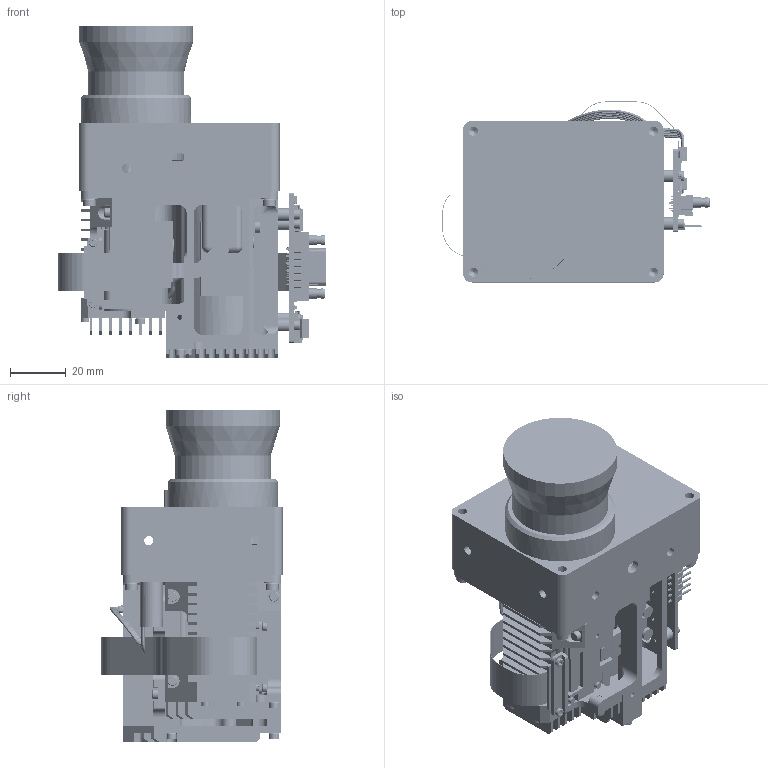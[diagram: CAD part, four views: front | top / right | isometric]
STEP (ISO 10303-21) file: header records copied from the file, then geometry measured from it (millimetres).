
FILE_DESCRIPTION (( 'STEP AP214' ), '1' );
FILE_NAME ('20-70009 Mechanical ICD Ventus HD6 Core 30mm RevC.STEP', '2024-11-16T01:12:34', ( '' ), ( '' ), 'SwSTEP 2.0', 'SolidWorks 2023', '' );
FILE_SCHEMA (( 'AUTOMOTIVE_DESIGN' ));
Length unit declared in the file: millimetre
Products named in the file (1): 20-70009 Mechanical ICD Ventus HD6 Core 30mm RevC
Bounding box: 96.13 x 65.08 x 119.27 mm (x, y, z)
Volume: 207293.8 mm3; surface area: 86944.2 mm2
Topology: 20 solids, 24 shells, 6897 faces, 19217 edges, 12508 vertices
Faces by surface type: plane 5699, cylinder 1009, cone 125, bspline 56, torus 4, sphere 4
Full cylindrical faces by diameter (mm): 0.203 x3, 0.432 x2, 0.5 x1, 0.508 x4, 0.66 x26, 0.8 x2, 0.9 x6, 1 x6, 1.194 x2, 1.25 x4, 1.75 x4, 1.753 x2, 1.778 x7, 2 x2, 2.05 x2, 2.375 x4, 2.388 x1, 2.5 x5, 2.7 x4, 3 x8, 3.3 x12, 3.556 x4, 3.572 x15, 4.089 x1, 4.5 x8, 4.572 x4, 5.105 x1, 6 x4, 8.001 x1, 12.7 x1
Entity records: 234226 total; most frequent: CARTESIAN_POINT 57533, ORIENTED_EDGE 37762, DIRECTION 34044, EDGE_CURVE 18881, VECTOR 16360, LINE 16360, VERTEX_POINT 12421, AXIS2_PLACEMENT_3D 8842
